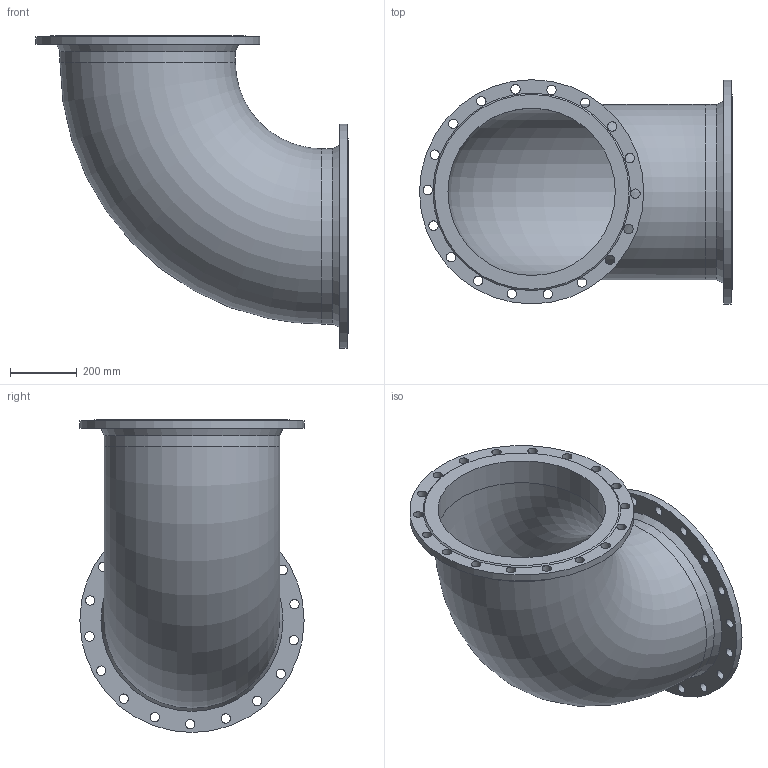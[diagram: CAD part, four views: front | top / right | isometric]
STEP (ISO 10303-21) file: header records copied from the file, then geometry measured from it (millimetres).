
FILE_DESCRIPTION (( 'STEP AP203' ), '1' );
FILE_NAME ('500-90-PN10.STEP', '2017-10-30T08:36:09', ( 'Windows User' ), ( 'AVK' ), 'SwSTEP 2.0', 'SolidWorks 2012', '' );
FILE_SCHEMA (( 'CONFIG_CONTROL_DESIGN' ));
Length unit declared in the file: millimetre
Products named in the file (1): 500-90-PN10
Bounding box: 935 x 670 x 935 mm (x, y, z)
Volume: 25306732.9 mm3; surface area: 3744382.8 mm2
Topology: 1 solids, 1 shells, 54 faces, 140 edges, 92 vertices
Faces by surface type: cylinder 42, plane 6, cone 4, torus 2
Full cylindrical faces by diameter (mm): 28 x36, 500 x2, 524 x2, 670 x2
Entity records: 1669 total; most frequent: DIRECTION 290, CARTESIAN_POINT 235, EDGE_LOOP 180, ORIENTED_EDGE 180, AXIS2_PLACEMENT_3D 145, FACE_OUTER_BOUND 98, EDGE_CURVE 90, VERTEX_POINT 90
